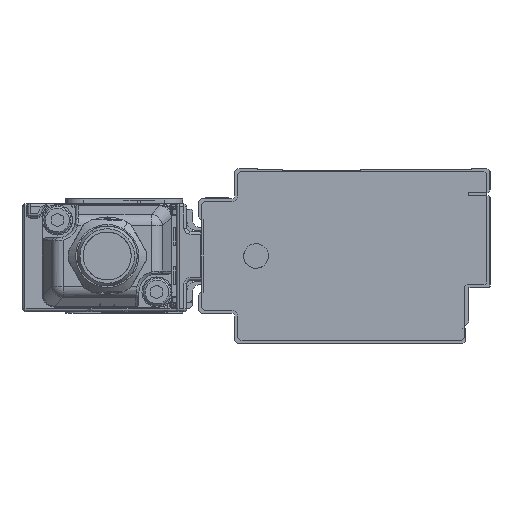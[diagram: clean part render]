
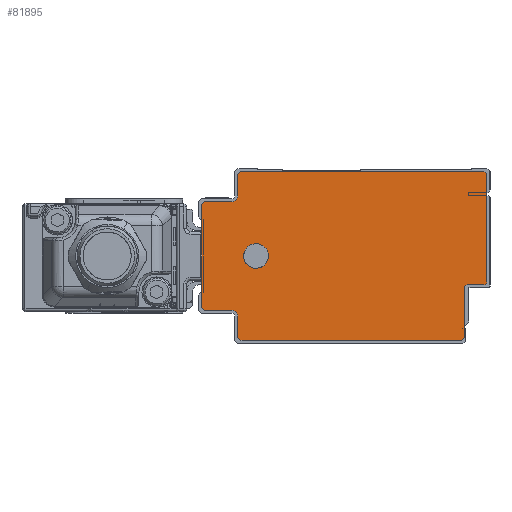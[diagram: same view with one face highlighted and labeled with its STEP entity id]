
A CAD part, left-side view. The second image highlights one B-rep face of the part: STEP entity #81895.
In plain terms, the highlighted planar face has unit normal (-1, 0, 0).
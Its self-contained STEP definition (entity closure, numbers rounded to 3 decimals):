
#80223=AXIS2_PLACEMENT_3D('Circle Axis2P3D',#80221,#80222,$) ;
#80261=AXIS2_PLACEMENT_3D('Circle Axis2P3D',#80259,#80260,$) ;
#80299=AXIS2_PLACEMENT_3D('Circle Axis2P3D',#80297,#80298,$) ;
#80337=AXIS2_PLACEMENT_3D('Circle Axis2P3D',#80335,#80336,$) ;
#81778=AXIS2_PLACEMENT_3D('Plane Axis2P3D',#81775,#81776,#81777) ;
#81782=AXIS2_PLACEMENT_3D('Circle Axis2P3D',#81780,#81781,$) ;
#81796=AXIS2_PLACEMENT_3D('Circle Axis2P3D',#81794,#81795,$) ;
#81810=AXIS2_PLACEMENT_3D('Circle Axis2P3D',#81808,#81809,$) ;
#81824=AXIS2_PLACEMENT_3D('Circle Axis2P3D',#81822,#81823,$) ;
#81838=AXIS2_PLACEMENT_3D('Circle Axis2P3D',#81836,#81837,$) ;
#81852=AXIS2_PLACEMENT_3D('Circle Axis2P3D',#81850,#81851,$) ;
#81879=AXIS2_PLACEMENT_3D('Circle Axis2P3D',#81877,#81878,$) ;
#81888=AXIS2_PLACEMENT_3D('Circle Axis2P3D',#81886,#81887,$) ;
#80179=CARTESIAN_POINT('Line Origine',(-975.5,44.,14.5)) ;
#80183=CARTESIAN_POINT('Vertex',(-975.5,44.,6.)) ;
#80185=CARTESIAN_POINT('Vertex',(-975.5,44.,23.)) ;
#80221=CARTESIAN_POINT('Axis2P3D Location',(-975.5,43.5,23.)) ;
#80225=CARTESIAN_POINT('Vertex',(-975.5,43.5,23.5)) ;
#80240=CARTESIAN_POINT('Line Origine',(-975.5,41.25,23.5)) ;
#80244=CARTESIAN_POINT('Vertex',(-975.5,39.,23.5)) ;
#80259=CARTESIAN_POINT('Axis2P3D Location',(-975.5,39.,24.5)) ;
#80263=CARTESIAN_POINT('Vertex',(-975.5,38.,24.5)) ;
#80278=CARTESIAN_POINT('Line Origine',(-975.5,38.,26.25)) ;
#80282=CARTESIAN_POINT('Vertex',(-975.5,38.,28.)) ;
#80297=CARTESIAN_POINT('Axis2P3D Location',(-975.5,37.5,28.)) ;
#80301=CARTESIAN_POINT('Vertex',(-975.5,37.5,28.5)) ;
#80316=CARTESIAN_POINT('Line Origine',(-975.5,17.25,28.5)) ;
#80320=CARTESIAN_POINT('Vertex',(-975.5,-3.,28.5)) ;
#80335=CARTESIAN_POINT('Axis2P3D Location',(-975.5,-3.,28.)) ;
#80339=CARTESIAN_POINT('Vertex',(-975.5,-3.5,28.)) ;
#80354=CARTESIAN_POINT('Line Origine',(-975.5,-3.5,19.1)) ;
#80358=CARTESIAN_POINT('Vertex',(-975.5,-3.5,10.2)) ;
#81775=CARTESIAN_POINT('Axis2P3D Location',(-975.5,0.,0.)) ;
#81780=CARTESIAN_POINT('Axis2P3D Location',(-975.5,43.5,6.)) ;
#81784=CARTESIAN_POINT('Vertex',(-975.5,43.5,5.5)) ;
#81787=CARTESIAN_POINT('Line Origine',(-975.5,41.25,5.5)) ;
#81791=CARTESIAN_POINT('Vertex',(-975.5,39.,5.5)) ;
#81794=CARTESIAN_POINT('Axis2P3D Location',(-975.5,39.,4.5)) ;
#81798=CARTESIAN_POINT('Vertex',(-975.5,38.,4.5)) ;
#81801=CARTESIAN_POINT('Line Origine',(-975.5,38.,2.75)) ;
#81805=CARTESIAN_POINT('Vertex',(-975.5,38.,1.)) ;
#81808=CARTESIAN_POINT('Axis2P3D Location',(-975.5,37.5,1.)) ;
#81812=CARTESIAN_POINT('Vertex',(-975.5,37.5,0.5)) ;
#81815=CARTESIAN_POINT('Line Origine',(-975.5,19.15,0.5)) ;
#81819=CARTESIAN_POINT('Vertex',(-975.5,0.8,0.5)) ;
#81822=CARTESIAN_POINT('Axis2P3D Location',(-975.5,0.8,1.)) ;
#81826=CARTESIAN_POINT('Vertex',(-975.5,0.3,1.)) ;
#81829=CARTESIAN_POINT('Line Origine',(-975.5,0.3,5.1)) ;
#81833=CARTESIAN_POINT('Vertex',(-975.5,0.3,9.2)) ;
#81836=CARTESIAN_POINT('Axis2P3D Location',(-975.5,-0.2,9.2)) ;
#81840=CARTESIAN_POINT('Vertex',(-975.5,-0.2,9.7)) ;
#81843=CARTESIAN_POINT('Line Origine',(-975.5,-1.6,9.7)) ;
#81847=CARTESIAN_POINT('Vertex',(-975.5,-3.,9.7)) ;
#81850=CARTESIAN_POINT('Axis2P3D Location',(-975.5,-3.,10.2)) ;
#81877=CARTESIAN_POINT('Axis2P3D Location',(-975.5,35.,14.5)) ;
#81881=CARTESIAN_POINT('Vertex',(-975.5,33.186,13.509)) ;
#81883=CARTESIAN_POINT('Vertex',(-975.5,36.814,15.491)) ;
#81886=CARTESIAN_POINT('Axis2P3D Location',(-975.5,35.,14.5)) ;
#80180=DIRECTION('Vector Direction',(0.,0.,1.)) ;
#80222=DIRECTION('Axis2P3D Direction',(1.,0.,0.)) ;
#80241=DIRECTION('Vector Direction',(0.,1.,0.)) ;
#80260=DIRECTION('Axis2P3D Direction',(1.,0.,0.)) ;
#80279=DIRECTION('Vector Direction',(0.,0.,1.)) ;
#80298=DIRECTION('Axis2P3D Direction',(1.,0.,0.)) ;
#80317=DIRECTION('Vector Direction',(0.,1.,0.)) ;
#80336=DIRECTION('Axis2P3D Direction',(1.,0.,-0.)) ;
#80355=DIRECTION('Vector Direction',(0.,0.,-1.)) ;
#81776=DIRECTION('Axis2P3D Direction',(1.,0.,0.)) ;
#81777=DIRECTION('Axis2P3D XDirection',(0.,1.,0.)) ;
#81781=DIRECTION('Axis2P3D Direction',(1.,0.,0.)) ;
#81788=DIRECTION('Vector Direction',(0.,-1.,0.)) ;
#81795=DIRECTION('Axis2P3D Direction',(1.,0.,0.)) ;
#81802=DIRECTION('Vector Direction',(0.,0.,1.)) ;
#81809=DIRECTION('Axis2P3D Direction',(1.,0.,0.)) ;
#81816=DIRECTION('Vector Direction',(0.,-1.,0.)) ;
#81823=DIRECTION('Axis2P3D Direction',(1.,0.,0.)) ;
#81830=DIRECTION('Vector Direction',(0.,0.,-1.)) ;
#81837=DIRECTION('Axis2P3D Direction',(1.,0.,0.)) ;
#81844=DIRECTION('Vector Direction',(0.,1.,0.)) ;
#81851=DIRECTION('Axis2P3D Direction',(1.,0.,0.)) ;
#81878=DIRECTION('Axis2P3D Direction',(1.,0.,0.)) ;
#81887=DIRECTION('Axis2P3D Direction',(1.,0.,0.)) ;
#80181=VECTOR('Line Direction',#80180,1.) ;
#80242=VECTOR('Line Direction',#80241,1.) ;
#80280=VECTOR('Line Direction',#80279,1.) ;
#80318=VECTOR('Line Direction',#80317,1.) ;
#80356=VECTOR('Line Direction',#80355,1.) ;
#81789=VECTOR('Line Direction',#81788,1.) ;
#81803=VECTOR('Line Direction',#81802,1.) ;
#81817=VECTOR('Line Direction',#81816,1.) ;
#81831=VECTOR('Line Direction',#81830,1.) ;
#81845=VECTOR('Line Direction',#81844,1.) ;
#81856=ORIENTED_EDGE('',*,*,#80322,.F.) ;
#81857=ORIENTED_EDGE('',*,*,#80303,.F.) ;
#81858=ORIENTED_EDGE('',*,*,#80284,.F.) ;
#81859=ORIENTED_EDGE('',*,*,#80265,.F.) ;
#81860=ORIENTED_EDGE('',*,*,#80246,.F.) ;
#81861=ORIENTED_EDGE('',*,*,#80227,.F.) ;
#81862=ORIENTED_EDGE('',*,*,#80187,.F.) ;
#81863=ORIENTED_EDGE('',*,*,#81786,.F.) ;
#81864=ORIENTED_EDGE('',*,*,#81793,.F.) ;
#81865=ORIENTED_EDGE('',*,*,#81800,.F.) ;
#81866=ORIENTED_EDGE('',*,*,#81807,.F.) ;
#81867=ORIENTED_EDGE('',*,*,#81814,.F.) ;
#81868=ORIENTED_EDGE('',*,*,#81821,.F.) ;
#81869=ORIENTED_EDGE('',*,*,#81828,.F.) ;
#81870=ORIENTED_EDGE('',*,*,#81835,.F.) ;
#81871=ORIENTED_EDGE('',*,*,#81842,.F.) ;
#81872=ORIENTED_EDGE('',*,*,#81849,.F.) ;
#81873=ORIENTED_EDGE('',*,*,#81854,.F.) ;
#81874=ORIENTED_EDGE('',*,*,#80360,.F.) ;
#81875=ORIENTED_EDGE('',*,*,#80341,.F.) ;
#81892=ORIENTED_EDGE('',*,*,#81885,.T.) ;
#81893=ORIENTED_EDGE('',*,*,#81890,.T.) ;
#81894=FACE_BOUND('',#81891,.T.) ;
#81895=ADVANCED_FACE('\X2\FF8EFF9EFF83FF9EFF68FF70\X0\.2',(#81876,#81894),#81779,.F.) ;
#80224=CIRCLE('generated circle',#80223,0.5) ;
#80262=CIRCLE('generated circle',#80261,1.) ;
#80300=CIRCLE('generated circle',#80299,0.5) ;
#80338=CIRCLE('generated circle',#80337,0.5) ;
#81783=CIRCLE('generated circle',#81782,0.5) ;
#81797=CIRCLE('generated circle',#81796,1.) ;
#81811=CIRCLE('generated circle',#81810,0.5) ;
#81825=CIRCLE('generated circle',#81824,0.5) ;
#81839=CIRCLE('generated circle',#81838,0.5) ;
#81853=CIRCLE('generated circle',#81852,0.5) ;
#81880=CIRCLE('generated circle',#81879,2.067) ;
#81889=CIRCLE('generated circle',#81888,2.067) ;
#80187=EDGE_CURVE('',#80184,#80186,#80182,.T.) ;
#80227=EDGE_CURVE('',#80186,#80226,#80224,.T.) ;
#80246=EDGE_CURVE('',#80226,#80245,#80243,.F.) ;
#80265=EDGE_CURVE('',#80245,#80264,#80262,.F.) ;
#80284=EDGE_CURVE('',#80264,#80283,#80281,.T.) ;
#80303=EDGE_CURVE('',#80283,#80302,#80300,.T.) ;
#80322=EDGE_CURVE('',#80302,#80321,#80319,.F.) ;
#80341=EDGE_CURVE('',#80321,#80340,#80338,.T.) ;
#80360=EDGE_CURVE('',#80340,#80359,#80357,.T.) ;
#81786=EDGE_CURVE('',#81785,#80184,#81783,.T.) ;
#81793=EDGE_CURVE('',#81792,#81785,#81790,.F.) ;
#81800=EDGE_CURVE('',#81799,#81792,#81797,.F.) ;
#81807=EDGE_CURVE('',#81806,#81799,#81804,.T.) ;
#81814=EDGE_CURVE('',#81813,#81806,#81811,.T.) ;
#81821=EDGE_CURVE('',#81820,#81813,#81818,.F.) ;
#81828=EDGE_CURVE('',#81827,#81820,#81825,.T.) ;
#81835=EDGE_CURVE('',#81834,#81827,#81832,.T.) ;
#81842=EDGE_CURVE('',#81841,#81834,#81839,.F.) ;
#81849=EDGE_CURVE('',#81848,#81841,#81846,.T.) ;
#81854=EDGE_CURVE('',#80359,#81848,#81853,.T.) ;
#81885=EDGE_CURVE('',#81882,#81884,#81880,.T.) ;
#81890=EDGE_CURVE('',#81884,#81882,#81889,.T.) ;
#81855=EDGE_LOOP('',(#81856,#81857,#81858,#81859,#81860,#81861,#81862,#81863,#81864,#81865,#81866,#81867,#81868,#81869,#81870,#81871,#81872,#81873,#81874,#81875)) ;
#81891=EDGE_LOOP('',(#81892,#81893)) ;
#81876=FACE_OUTER_BOUND('',#81855,.T.) ;
#80182=LINE('Line',#80179,#80181) ;
#80243=LINE('Line',#80240,#80242) ;
#80281=LINE('Line',#80278,#80280) ;
#80319=LINE('Line',#80316,#80318) ;
#80357=LINE('Line',#80354,#80356) ;
#81790=LINE('Line',#81787,#81789) ;
#81804=LINE('Line',#81801,#81803) ;
#81818=LINE('Line',#81815,#81817) ;
#81832=LINE('Line',#81829,#81831) ;
#81846=LINE('Line',#81843,#81845) ;
#81779=PLANE('Plane',#81778) ;
#80184=VERTEX_POINT('',#80183) ;
#80186=VERTEX_POINT('',#80185) ;
#80226=VERTEX_POINT('',#80225) ;
#80245=VERTEX_POINT('',#80244) ;
#80264=VERTEX_POINT('',#80263) ;
#80283=VERTEX_POINT('',#80282) ;
#80302=VERTEX_POINT('',#80301) ;
#80321=VERTEX_POINT('',#80320) ;
#80340=VERTEX_POINT('',#80339) ;
#80359=VERTEX_POINT('',#80358) ;
#81785=VERTEX_POINT('',#81784) ;
#81792=VERTEX_POINT('',#81791) ;
#81799=VERTEX_POINT('',#81798) ;
#81806=VERTEX_POINT('',#81805) ;
#81813=VERTEX_POINT('',#81812) ;
#81820=VERTEX_POINT('',#81819) ;
#81827=VERTEX_POINT('',#81826) ;
#81834=VERTEX_POINT('',#81833) ;
#81841=VERTEX_POINT('',#81840) ;
#81848=VERTEX_POINT('',#81847) ;
#81882=VERTEX_POINT('',#81881) ;
#81884=VERTEX_POINT('',#81883) ;
